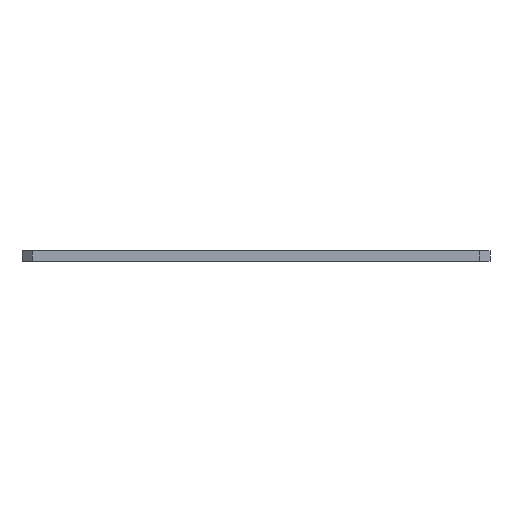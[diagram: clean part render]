
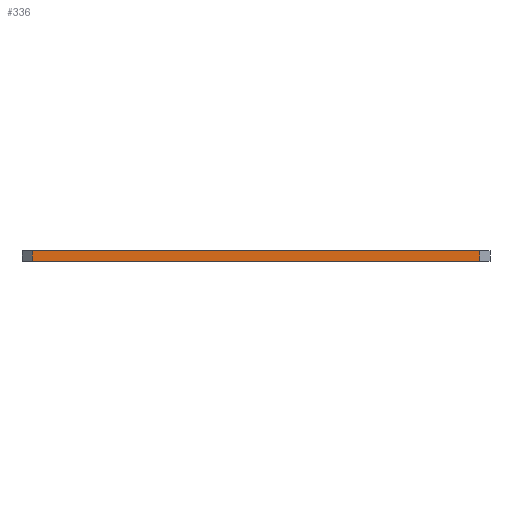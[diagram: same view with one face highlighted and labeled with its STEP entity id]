
A CAD part, front view. The second image highlights one B-rep face of the part: STEP entity #336.
In plain terms, the highlighted planar face has unit normal (0, -1, 0).
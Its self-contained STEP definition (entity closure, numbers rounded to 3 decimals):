
#3 = EDGE_CURVE ( 'NONE', #530, #564, #534, .T. ) ;
#12 = CARTESIAN_POINT ( 'NONE',  ( -43., -135., 0. ) ) ;
#68 = VECTOR ( 'NONE', #218, 1000. ) ;
#81 = DIRECTION ( 'NONE',  ( -1., 0., 0. ) ) ;
#165 = ORIENTED_EDGE ( 'NONE', *, *, #216, .T. ) ;
#179 = LINE ( 'NONE', #508, #515 ) ;
#188 = DIRECTION ( 'NONE',  ( 0., 0., 1. ) ) ;
#192 = DIRECTION ( 'NONE',  ( -1., 0., 0. ) ) ;
#216 = EDGE_CURVE ( 'NONE', #564, #641, #179, .T. ) ;
#218 = DIRECTION ( 'NONE',  ( 0., 0., 1. ) ) ;
#250 = CARTESIAN_POINT ( 'NONE',  ( 43., -135., -2. ) ) ;
#274 = EDGE_CURVE ( 'NONE', #641, #715, #696, .T. ) ;
#275 = VECTOR ( 'NONE', #81, 1000. ) ;
#287 = VECTOR ( 'NONE', #374, 1000. ) ;
#336 = ADVANCED_FACE ( 'NONE', ( #562 ), #815, .F. ) ;
#374 = DIRECTION ( 'NONE',  ( 0., 0., -1. ) ) ;
#447 = AXIS2_PLACEMENT_3D ( 'NONE', #565, #755, #188 ) ;
#451 = EDGE_LOOP ( 'NONE', ( #165, #738, #795, #692 ) ) ;
#455 = CARTESIAN_POINT ( 'NONE',  ( -45., -135., -2. ) ) ;
#505 = CARTESIAN_POINT ( 'NONE',  ( -43., -135., -2. ) ) ;
#508 = CARTESIAN_POINT ( 'NONE',  ( -45., -135., 0. ) ) ;
#515 = VECTOR ( 'NONE', #192, 1000. ) ;
#530 = VERTEX_POINT ( 'NONE', #250 ) ;
#534 = LINE ( 'NONE', #779, #68 ) ;
#562 = FACE_OUTER_BOUND ( 'NONE', #451, .T. ) ;
#564 = VERTEX_POINT ( 'NONE', #649 ) ;
#565 = CARTESIAN_POINT ( 'NONE',  ( -45., -135., -2. ) ) ;
#620 = EDGE_CURVE ( 'NONE', #530, #715, #784, .T. ) ;
#641 = VERTEX_POINT ( 'NONE', #12 ) ;
#649 = CARTESIAN_POINT ( 'NONE',  ( 43., -135., 0. ) ) ;
#692 = ORIENTED_EDGE ( 'NONE', *, *, #3, .T. ) ;
#696 = LINE ( 'NONE', #505, #287 ) ;
#715 = VERTEX_POINT ( 'NONE', #735 ) ;
#735 = CARTESIAN_POINT ( 'NONE',  ( -43., -135., -2. ) ) ;
#738 = ORIENTED_EDGE ( 'NONE', *, *, #274, .T. ) ;
#755 = DIRECTION ( 'NONE',  ( 0., 1., 0. ) ) ;
#779 = CARTESIAN_POINT ( 'NONE',  ( 43., -135., -2. ) ) ;
#784 = LINE ( 'NONE', #455, #275 ) ;
#795 = ORIENTED_EDGE ( 'NONE', *, *, #620, .F. ) ;
#815 = PLANE ( 'NONE',  #447 ) ;
